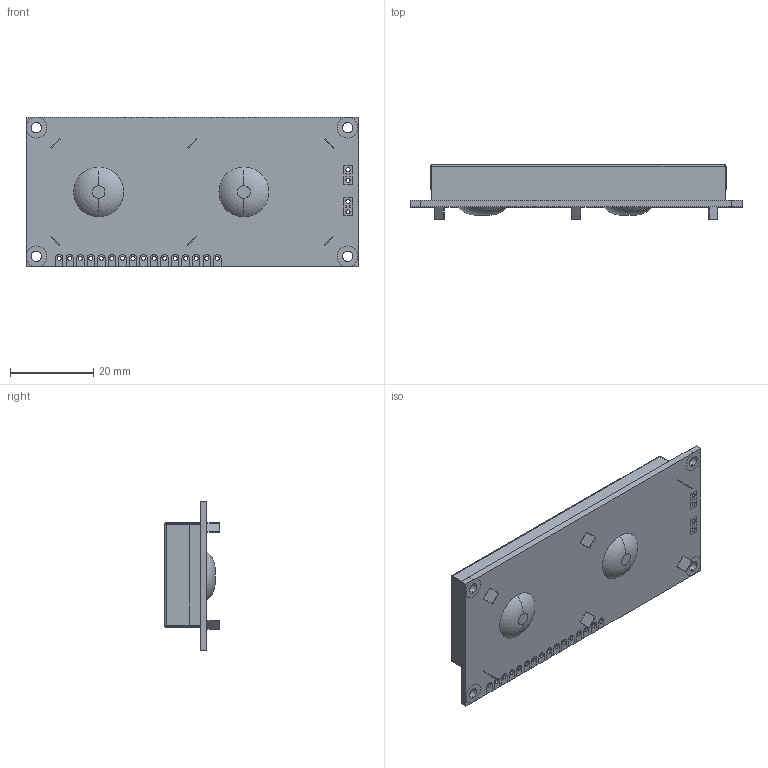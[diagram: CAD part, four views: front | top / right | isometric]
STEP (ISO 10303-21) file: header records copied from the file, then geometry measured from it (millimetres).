
FILE_DESCRIPTION (( 'STEP AP214' ), '1' );
FILE_NAME ('LCD-16X2.STEP', '2024-12-15T15:03:29', ( '' ), ( '' ), 'SwSTEP 2.0', 'SolidWorks 2021', '' );
FILE_SCHEMA (( 'AUTOMOTIVE_DESIGN' ));
Length unit declared in the file: millimetre
Products named in the file (1): LCD-16X2
Bounding box: 80 x 13.2 x 36 mm (x, y, z)
Volume: 19488.3 mm3; surface area: 19555.4 mm2
Topology: 34 solids, 34 shells, 467 faces, 1148 edges, 748 vertices
Faces by surface type: plane 279, cylinder 164, torus 12, bspline 8, sphere 4
Entity records: 14389 total; most frequent: CARTESIAN_POINT 2624, DIRECTION 2388, ORIENTED_EDGE 2288, EDGE_CURVE 1144, AXIS2_PLACEMENT_3D 800, LINE 788, VECTOR 788, VERTEX_POINT 748
